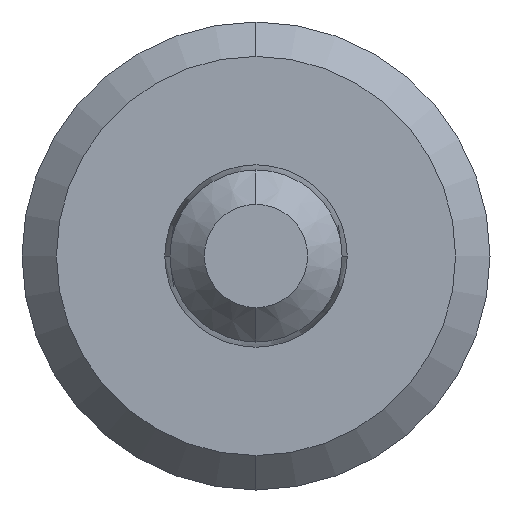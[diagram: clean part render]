
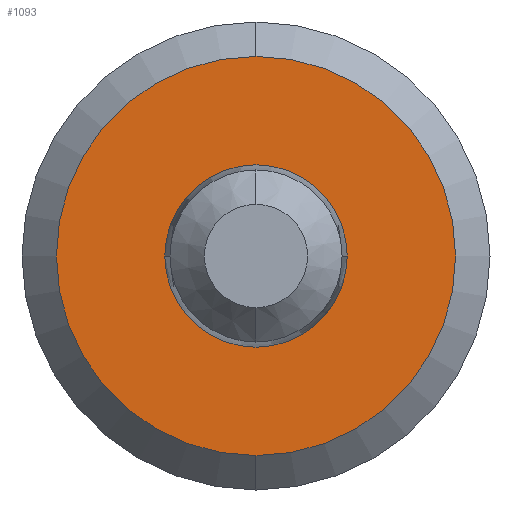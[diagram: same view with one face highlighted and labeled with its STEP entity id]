
A CAD part, left-side view. The second image highlights one B-rep face of the part: STEP entity #1093.
In plain terms, the highlighted planar face has unit normal (-1, 0, 0).
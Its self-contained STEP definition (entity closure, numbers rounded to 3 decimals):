
#66 = EDGE_CURVE ( 'NONE', #2460, #4154, #3273, .T. ) ;
#282 = ORIENTED_EDGE ( 'NONE', *, *, #66, .T. ) ;
#330 = DIRECTION ( 'NONE',  ( 0., 0., -1. ) ) ;
#344 = PLANE ( 'NONE',  #3341 ) ;
#359 = FACE_OUTER_BOUND ( 'NONE', #3100, .T. ) ;
#379 = DIRECTION ( 'NONE',  ( 0., 0., -1. ) ) ;
#605 = DIRECTION ( 'NONE',  ( 0., 0., -1. ) ) ;
#764 = CIRCLE ( 'NONE', #1387, 0.58 ) ;
#815 = DIRECTION ( 'NONE',  ( -1., 0., 0. ) ) ;
#853 = DIRECTION ( 'NONE',  ( 1., 0., 0. ) ) ;
#944 = EDGE_LOOP ( 'NONE', ( #282, #3849 ) ) ;
#952 = DIRECTION ( 'NONE',  ( 0., 0., -1. ) ) ;
#975 = CARTESIAN_POINT ( 'NONE',  ( 0., 0., -0.58 ) ) ;
#1093 = ADVANCED_FACE ( 'NONE', ( #359, #1976 ), #344, .F. ) ;
#1205 = CARTESIAN_POINT ( 'NONE',  ( 0., 0., 0. ) ) ;
#1288 = CARTESIAN_POINT ( 'NONE',  ( 0., 0., 0. ) ) ;
#1322 = AXIS2_PLACEMENT_3D ( 'NONE', #4095, #853, #605 ) ;
#1387 = AXIS2_PLACEMENT_3D ( 'NONE', #1288, #1958, #952 ) ;
#1439 = AXIS2_PLACEMENT_3D ( 'NONE', #1205, #2257, #330 ) ;
#1653 = DIRECTION ( 'NONE',  ( 1., 0., 0. ) ) ;
#1719 = EDGE_CURVE ( 'NONE', #4154, #2460, #3481, .T. ) ;
#1958 = DIRECTION ( 'NONE',  ( -1., 0., 0. ) ) ;
#1976 = FACE_BOUND ( 'NONE', #944, .T. ) ;
#2257 = DIRECTION ( 'NONE',  ( 1., 0., 0. ) ) ;
#2261 = EDGE_CURVE ( 'NONE', #3888, #2434, #4084, .T. ) ;
#2309 = CARTESIAN_POINT ( 'NONE',  ( 0., 0., 0.25 ) ) ;
#2434 = VERTEX_POINT ( 'NONE', #2436 ) ;
#2436 = CARTESIAN_POINT ( 'NONE',  ( 0., 0., 0.58 ) ) ;
#2460 = VERTEX_POINT ( 'NONE', #3812 ) ;
#2462 = DIRECTION ( 'NONE',  ( 0., 0., -1. ) ) ;
#2484 = CARTESIAN_POINT ( 'NONE',  ( 0., 0., 0. ) ) ;
#2781 = ORIENTED_EDGE ( 'NONE', *, *, #2261, .T. ) ;
#2955 = CARTESIAN_POINT ( 'NONE',  ( 0., 0., 0. ) ) ;
#3027 = EDGE_CURVE ( 'NONE', #2434, #3888, #764, .T. ) ;
#3100 = EDGE_LOOP ( 'NONE', ( #2781, #4001 ) ) ;
#3273 = CIRCLE ( 'NONE', #1439, 0.25 ) ;
#3341 = AXIS2_PLACEMENT_3D ( 'NONE', #2955, #1653, #379 ) ;
#3481 = CIRCLE ( 'NONE', #1322, 0.25 ) ;
#3751 = AXIS2_PLACEMENT_3D ( 'NONE', #2484, #815, #2462 ) ;
#3812 = CARTESIAN_POINT ( 'NONE',  ( 0., 0., -0.25 ) ) ;
#3849 = ORIENTED_EDGE ( 'NONE', *, *, #1719, .T. ) ;
#3888 = VERTEX_POINT ( 'NONE', #975 ) ;
#4001 = ORIENTED_EDGE ( 'NONE', *, *, #3027, .T. ) ;
#4084 = CIRCLE ( 'NONE', #3751, 0.58 ) ;
#4095 = CARTESIAN_POINT ( 'NONE',  ( 0., 0., 0. ) ) ;
#4154 = VERTEX_POINT ( 'NONE', #2309 ) ;
